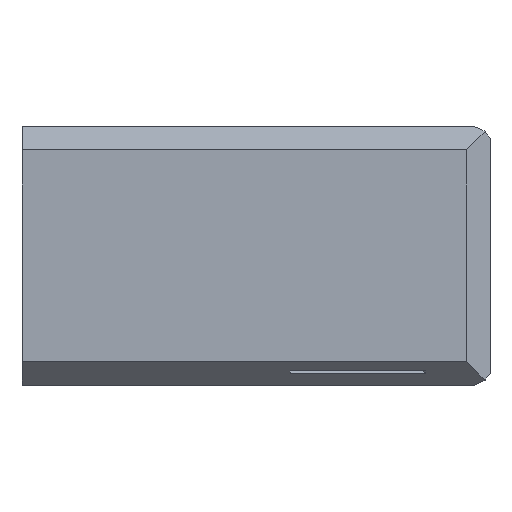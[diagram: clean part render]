
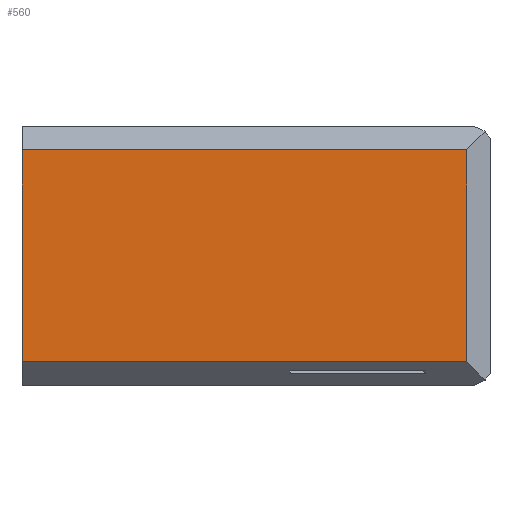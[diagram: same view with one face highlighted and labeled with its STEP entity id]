
A CAD part, top view. The second image highlights one B-rep face of the part: STEP entity #560.
In plain terms, the highlighted face is planar.
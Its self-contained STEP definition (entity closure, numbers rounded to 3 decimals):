
#38=FACE_OUTER_BOUND('',#67,.T.);
#67=EDGE_LOOP('',(#396,#397,#398,#399));
#103=LINE('',#819,#177);
#108=LINE('',#830,#182);
#118=LINE('',#850,#192);
#119=LINE('',#851,#193);
#177=VECTOR('',#671,10.);
#182=VECTOR('',#678,10.);
#192=VECTOR('',#690,10.);
#193=VECTOR('',#691,10.);
#247=VERTEX_POINT('',#810);
#251=VERTEX_POINT('',#817);
#256=VERTEX_POINT('',#829);
#265=VERTEX_POINT('',#849);
#302=EDGE_CURVE('',#251,#247,#103,.T.);
#307=EDGE_CURVE('',#247,#256,#108,.T.);
#317=EDGE_CURVE('',#265,#251,#118,.T.);
#318=EDGE_CURVE('',#256,#265,#119,.T.);
#396=ORIENTED_EDGE('',*,*,#302,.F.);
#397=ORIENTED_EDGE('',*,*,#317,.F.);
#398=ORIENTED_EDGE('',*,*,#318,.F.);
#399=ORIENTED_EDGE('',*,*,#307,.F.);
#534=PLANE('',#629);
#560=ADVANCED_FACE('',(#38),#534,.T.);
#629=AXIS2_PLACEMENT_3D('',#848,#688,#689);
#671=DIRECTION('',(0.,0.,-1.));
#678=DIRECTION('',(0.,1.,0.));
#688=DIRECTION('center_axis',(-1.,0.,0.));
#689=DIRECTION('ref_axis',(0.,1.,0.));
#690=DIRECTION('',(0.,-1.,0.));
#691=DIRECTION('',(0.,0.,1.));
#810=CARTESIAN_POINT('',(-7.1,-3.1,-80.));
#817=CARTESIAN_POINT('',(-7.1,-3.1,-4.));
#819=CARTESIAN_POINT('',(-7.1,-3.1,0.));
#829=CARTESIAN_POINT('',(-7.1,33.1,-80.));
#830=CARTESIAN_POINT('',(-7.1,37.1,-80.));
#848=CARTESIAN_POINT('Origin',(-7.1,-7.1,0.));
#849=CARTESIAN_POINT('',(-7.1,33.1,-4.));
#850=CARTESIAN_POINT('',(-7.1,3.95,-4.));
#851=CARTESIAN_POINT('',(-7.1,33.1,0.));
